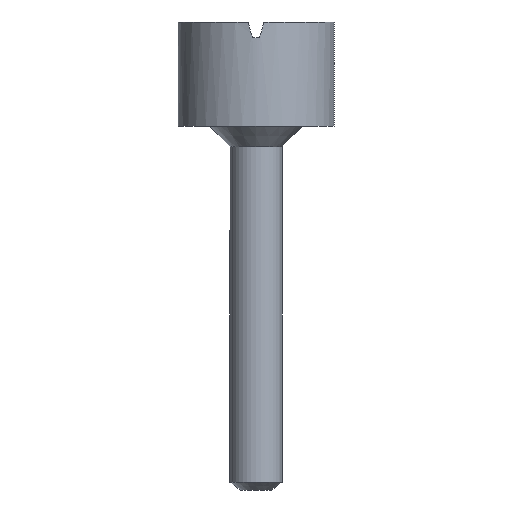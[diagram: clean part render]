
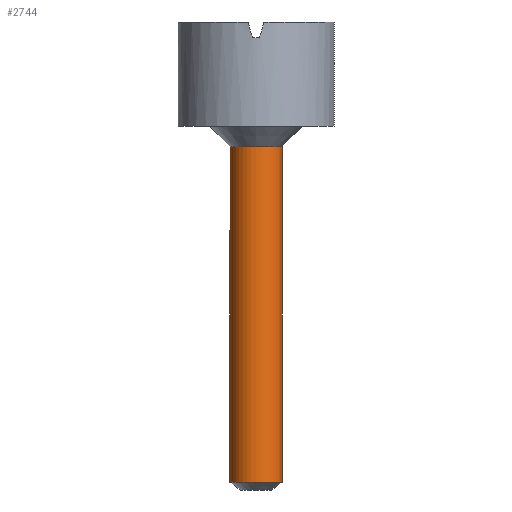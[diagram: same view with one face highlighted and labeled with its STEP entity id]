
A CAD part, front view. The second image highlights one B-rep face of the part: STEP entity #2744.
In plain terms, the highlighted cylindrical face has radius 0.5 mm (diameter 1 mm), a full revolution.
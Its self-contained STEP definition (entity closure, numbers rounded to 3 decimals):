
#389=CYLINDRICAL_SURFACE('',#2929,0.5);
#392=FACE_OUTER_BOUND('',#551,.T.);
#551=EDGE_LOOP('',(#1884,#1885,#1886,#1887,#1888));
#723=LINE('',#3371,#937);
#937=VECTOR('',#3011,0.5);
#1151=CIRCLE('',#2927,0.5);
#1152=CIRCLE('',#2928,0.5);
#1153=CIRCLE('',#2930,0.5);
#1162=VERTEX_POINT('',#3364);
#1163=VERTEX_POINT('',#3366);
#1164=VERTEX_POINT('',#3370);
#1450=EDGE_CURVE('',#1162,#1163,#1151,.T.);
#1451=EDGE_CURVE('',#1163,#1162,#1152,.T.);
#1452=EDGE_CURVE('',#1163,#1164,#723,.T.);
#1453=EDGE_CURVE('',#1164,#1164,#1153,.T.);
#1884=ORIENTED_EDGE('',*,*,#1450,.F.);
#1885=ORIENTED_EDGE('',*,*,#1451,.F.);
#1886=ORIENTED_EDGE('',*,*,#1452,.T.);
#1887=ORIENTED_EDGE('',*,*,#1453,.T.);
#1888=ORIENTED_EDGE('',*,*,#1452,.F.);
#2744=ADVANCED_FACE('',(#392),#389,.T.);
#2927=AXIS2_PLACEMENT_3D('',#3367,#3005,#3006);
#2928=AXIS2_PLACEMENT_3D('',#3368,#3007,#3008);
#2929=AXIS2_PLACEMENT_3D('',#3369,#3009,#3010);
#2930=AXIS2_PLACEMENT_3D('',#3372,#3012,#3013);
#3005=DIRECTION('center_axis',(0.,0.,1.));
#3006=DIRECTION('ref_axis',(0.,1.,0.));
#3007=DIRECTION('center_axis',(0.,0.,1.));
#3008=DIRECTION('ref_axis',(0.,1.,0.));
#3009=DIRECTION('center_axis',(0.,0.,1.));
#3010=DIRECTION('ref_axis',(0.,-1.,0.));
#3011=DIRECTION('',(0.,0.,-1.));
#3012=DIRECTION('center_axis',(0.,0.,1.));
#3013=DIRECTION('ref_axis',(0.,-1.,0.));
#3364=CARTESIAN_POINT('',(0.,-0.5,-0.4));
#3366=CARTESIAN_POINT('',(0.,0.5,-0.4));
#3367=CARTESIAN_POINT('Origin',(0.,0.,-0.4));
#3368=CARTESIAN_POINT('Origin',(0.,0.,-0.4));
#3369=CARTESIAN_POINT('Origin',(0.,0.,-3.425));
#3370=CARTESIAN_POINT('',(0.,0.5,-6.85));
#3371=CARTESIAN_POINT('',(0.,0.5,-3.425));
#3372=CARTESIAN_POINT('Origin',(0.,0.,-6.85));
